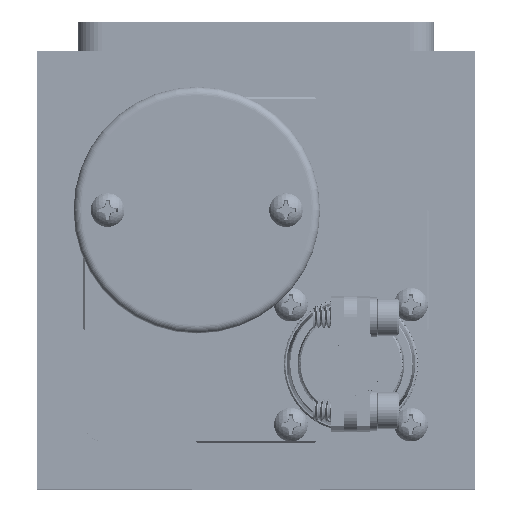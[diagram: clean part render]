
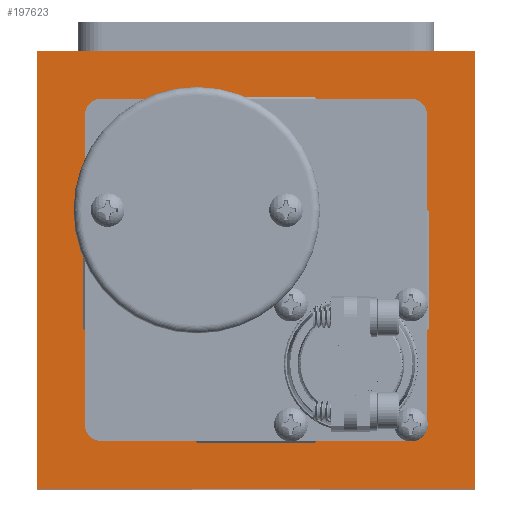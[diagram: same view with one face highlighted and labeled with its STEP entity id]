
A CAD part, top view. The second image highlights one B-rep face of the part: STEP entity #197623.
In plain terms, the highlighted planar face has unit normal (0, 0, 1).
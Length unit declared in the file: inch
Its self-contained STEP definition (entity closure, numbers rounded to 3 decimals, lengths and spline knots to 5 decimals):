
#1957 = DIRECTION ( 'NONE',  ( 0., 0., 1. ) ) ;
#7455 = LINE ( 'NONE', #111802, #47511 ) ;
#16091 = ORIENTED_EDGE ( 'NONE', *, *, #26182, .F. ) ;
#17222 = CARTESIAN_POINT ( 'NONE',  ( 1.35, 1.35, 0. ) ) ;
#26182 = EDGE_CURVE ( 'NONE', #393878, #299838, #168113, .T. ) ;
#31535 = AXIS2_PLACEMENT_3D ( 'NONE', #314595, #1957, #357611 ) ;
#47511 = VECTOR ( 'NONE', #118465, 39.37008 ) ;
#55745 = VERTEX_POINT ( 'NONE', #397539 ) ;
#67685 = CARTESIAN_POINT ( 'NONE',  ( 1.35, -1.35, 0. ) ) ;
#78894 = PLANE ( 'NONE',  #31535 ) ;
#111802 = CARTESIAN_POINT ( 'NONE',  ( -1.35, -1.35, 0. ) ) ;
#113690 = CARTESIAN_POINT ( 'NONE',  ( -1.35, -1.35, 0. ) ) ;
#118465 = DIRECTION ( 'NONE',  ( 0., 1., 0. ) ) ;
#147446 = VECTOR ( 'NONE', #421116, 39.37008 ) ;
#168113 = LINE ( 'NONE', #267791, #367743 ) ;
#169845 = DIRECTION ( 'NONE',  ( -1., 0., 0. ) ) ;
#197623 = ADVANCED_FACE ( 'NONE', ( #203762 ), #78894, .T. ) ;
#203762 = FACE_OUTER_BOUND ( 'NONE', #350792, .T. ) ;
#207181 = EDGE_CURVE ( 'NONE', #285087, #393878, #7455, .T. ) ;
#221427 = ORIENTED_EDGE ( 'NONE', *, *, #440320, .F. ) ;
#242190 = LINE ( 'NONE', #414410, #147446 ) ;
#245596 = ORIENTED_EDGE ( 'NONE', *, *, #207181, .F. ) ;
#267791 = CARTESIAN_POINT ( 'NONE',  ( 1.35, 1.35, 0. ) ) ;
#285087 = VERTEX_POINT ( 'NONE', #113690 ) ;
#299838 = VERTEX_POINT ( 'NONE', #17222 ) ;
#314595 = CARTESIAN_POINT ( 'NONE',  ( 0., 0., 0. ) ) ;
#342010 = LINE ( 'NONE', #67685, #442035 ) ;
#350792 = EDGE_LOOP ( 'NONE', ( #245596, #221427, #380702, #16091 ) ) ;
#357611 = DIRECTION ( 'NONE',  ( 1., 0., 0. ) ) ;
#361116 = EDGE_CURVE ( 'NONE', #299838, #55745, #242190, .T. ) ;
#367743 = VECTOR ( 'NONE', #408198, 39.37008 ) ;
#380702 = ORIENTED_EDGE ( 'NONE', *, *, #361116, .F. ) ;
#393878 = VERTEX_POINT ( 'NONE', #438198 ) ;
#397539 = CARTESIAN_POINT ( 'NONE',  ( 1.35, -1.35, 0. ) ) ;
#408198 = DIRECTION ( 'NONE',  ( 1., 0., 0. ) ) ;
#414410 = CARTESIAN_POINT ( 'NONE',  ( 1.35, -1.35, 0. ) ) ;
#421116 = DIRECTION ( 'NONE',  ( 0., -1., 0. ) ) ;
#438198 = CARTESIAN_POINT ( 'NONE',  ( -1.35, 1.35, 0. ) ) ;
#440320 = EDGE_CURVE ( 'NONE', #55745, #285087, #342010, .T. ) ;
#442035 = VECTOR ( 'NONE', #169845, 39.37008 ) ;
